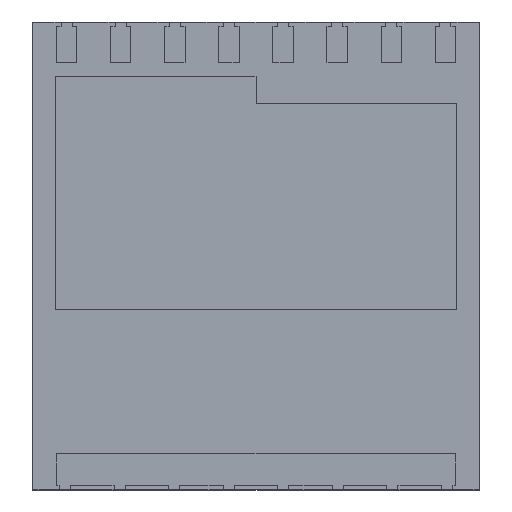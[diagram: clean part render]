
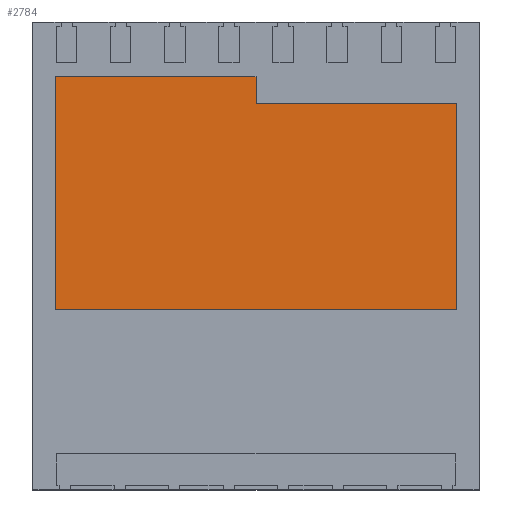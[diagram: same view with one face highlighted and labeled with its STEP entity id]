
A CAD part, top view. The second image highlights one B-rep face of the part: STEP entity #2784.
In plain terms, the highlighted planar face has unit normal (0, 0, 1).
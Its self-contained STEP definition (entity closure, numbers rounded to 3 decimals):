
#2784=ADVANCED_FACE('',(#4865),#4867,.T.);
#4865=FACE_BOUND('',#4866,.T.);
#4866=EDGE_LOOP('',(#6856,#6857,#6858,#6859,#6860,#6861));
#4867=PLANE('',#4868);
#4868=AXIS2_PLACEMENT_3D('',#4869,#4870,#4871);
#4869=CARTESIAN_POINT('',(0.,0.,1.047));
#4870=DIRECTION('',(0.,0.,1.));
#4871=DIRECTION('',(-1.,0.,0.));
#6856=ORIENTED_EDGE('',*,*,#7708,.T.);
#6857=ORIENTED_EDGE('',*,*,#7718,.T.);
#6858=ORIENTED_EDGE('',*,*,#7716,.T.);
#6859=ORIENTED_EDGE('',*,*,#7714,.T.);
#6860=ORIENTED_EDGE('',*,*,#7712,.T.);
#6861=ORIENTED_EDGE('',*,*,#7710,.T.);
#7708=EDGE_CURVE('',#9132,#9130,#9133,.T.);
#7710=EDGE_CURVE('',#9135,#9132,#9136,.T.);
#7712=EDGE_CURVE('',#9138,#9135,#9139,.T.);
#7714=EDGE_CURVE('',#9141,#9138,#9142,.T.);
#7716=EDGE_CURVE('',#9144,#9141,#9145,.T.);
#7718=EDGE_CURVE('',#9130,#9144,#9147,.T.);
#9130=VERTEX_POINT('',#12279);
#9132=VERTEX_POINT('',#12283);
#9133=LINE('',#12284,#12285);
#9135=VERTEX_POINT('',#12290);
#9136=LINE('',#12291,#12292);
#9138=VERTEX_POINT('',#12297);
#9139=LINE('',#12298,#12299);
#9141=VERTEX_POINT('',#12304);
#9142=LINE('',#12305,#12306);
#9144=VERTEX_POINT('',#12311);
#9145=LINE('',#12312,#12313);
#9147=LINE('',#12318,#12319);
#12279=CARTESIAN_POINT('',(4.45,-1.19,1.047));
#12283=CARTESIAN_POINT('',(-4.45,-1.19,1.047));
#12284=CARTESIAN_POINT('',(-4.45,-1.19,1.047));
#12285=VECTOR('',#12286,1.);
#12286=DIRECTION('',(1.,0.,0.));
#12290=CARTESIAN_POINT('',(-4.45,3.98,1.047));
#12291=CARTESIAN_POINT('',(-4.45,3.98,1.047));
#12292=VECTOR('',#12293,1.);
#12293=DIRECTION('',(0.,-1.,0.));
#12297=CARTESIAN_POINT('',(0.,3.98,1.047));
#12298=CARTESIAN_POINT('',(0.,3.98,1.047));
#12299=VECTOR('',#12300,1.);
#12300=DIRECTION('',(-1.,0.,0.));
#12304=CARTESIAN_POINT('',(0.,3.38,1.047));
#12305=CARTESIAN_POINT('',(0.,3.38,1.047));
#12306=VECTOR('',#12307,1.);
#12307=DIRECTION('',(0.,1.,0.));
#12311=CARTESIAN_POINT('',(4.45,3.38,1.047));
#12312=CARTESIAN_POINT('',(4.45,3.38,1.047));
#12313=VECTOR('',#12314,1.);
#12314=DIRECTION('',(-1.,0.,0.));
#12318=CARTESIAN_POINT('',(4.45,-1.19,1.047));
#12319=VECTOR('',#12320,1.);
#12320=DIRECTION('',(0.,1.,0.));
